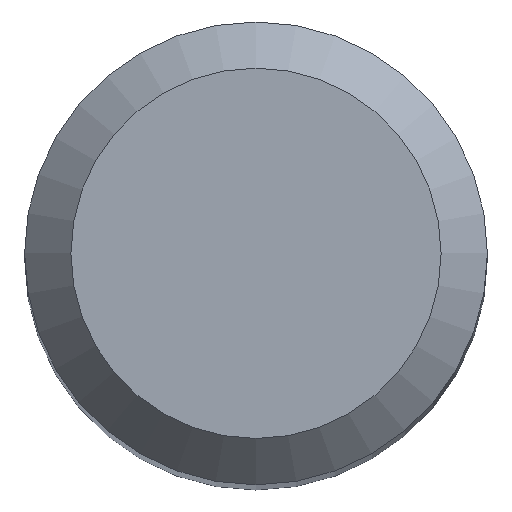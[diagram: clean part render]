
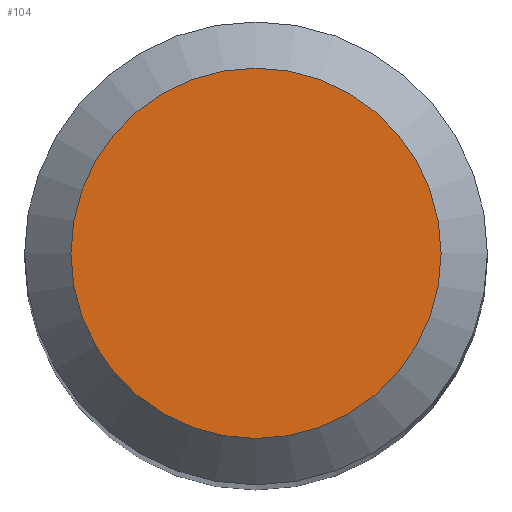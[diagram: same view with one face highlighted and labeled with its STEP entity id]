
A CAD part, top view. The second image highlights one B-rep face of the part: STEP entity #104.
In plain terms, the highlighted planar face has unit normal (0, 0, 1).
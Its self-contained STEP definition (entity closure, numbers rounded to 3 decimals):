
#18 = CARTESIAN_POINT ( 'NONE',  ( 0., 0., 55. ) ) ;
#39 = DIRECTION ( 'NONE',  ( 0., -1., 0. ) ) ;
#57 = CARTESIAN_POINT ( 'NONE',  ( 0., 0., 55. ) ) ;
#62 = DIRECTION ( 'NONE',  ( 0., 1., 0. ) ) ;
#67 = AXIS2_PLACEMENT_3D ( 'NONE', #18, #107, #62 ) ;
#80 = EDGE_LOOP ( 'NONE', ( #108 ) ) ;
#103 = FACE_OUTER_BOUND ( 'NONE', #80, .T. ) ;
#104 = ADVANCED_FACE ( 'NONE', ( #103 ), #271, .T. ) ;
#107 = DIRECTION ( 'NONE',  ( 0., 0., -1. ) ) ;
#108 = ORIENTED_EDGE ( 'NONE', *, *, #183, .F. ) ;
#152 = DIRECTION ( 'NONE',  ( 0., 0., 1. ) ) ;
#169 = CIRCLE ( 'NONE', #67, 2.4 ) ;
#179 = VERTEX_POINT ( 'NONE', #255 ) ;
#183 = EDGE_CURVE ( 'NONE', #179, #179, #169, .T. ) ;
#255 = CARTESIAN_POINT ( 'NONE',  ( 0., 2.4, 55. ) ) ;
#268 = AXIS2_PLACEMENT_3D ( 'NONE', #57, #152, #39 ) ;
#271 = PLANE ( 'NONE',  #268 ) ;
